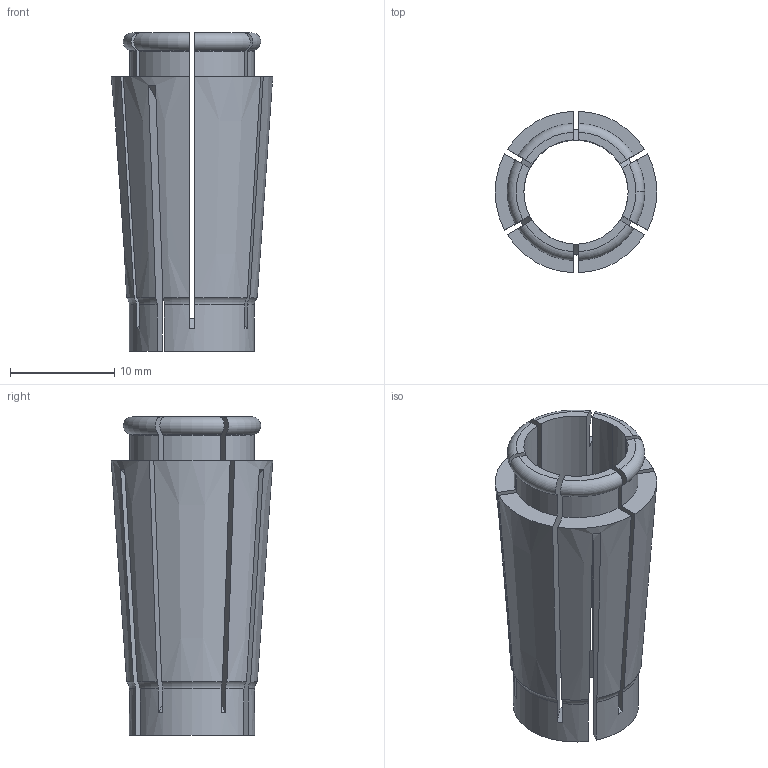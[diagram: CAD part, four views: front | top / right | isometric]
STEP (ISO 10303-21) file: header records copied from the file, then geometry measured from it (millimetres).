
FILE_DESCRIPTION (( 'STEP AP203' ), '1' );
FILE_NAME ('STP-251.790.10-10.STEP', '2019-12-17T03:47:15', ( '' ), ( '' ), 'SwSTEP 2.0', 'SolidWorks 2017', '' );
FILE_SCHEMA (( 'CONFIG_CONTROL_DESIGN' ));
Length unit declared in the file: millimetre
Products named in the file (1): STP-251.790.10-10
Bounding box: 15.5 x 15.49 x 30.5 mm (x, y, z)
Volume: 1714 mm3; surface area: 2987.3 mm2
Topology: 1 solids, 1 shells, 84 faces, 250 edges, 166 vertices
Faces by surface type: plane 33, torus 23, cylinder 21, cone 7
Entity records: 3305 total; most frequent: CARTESIAN_POINT 1039, ORIENTED_EDGE 500, DIRECTION 428, EDGE_CURVE 250, AXIS2_PLACEMENT_3D 173, VERTEX_POINT 166, CIRCLE 88, EDGE_LOOP 84
